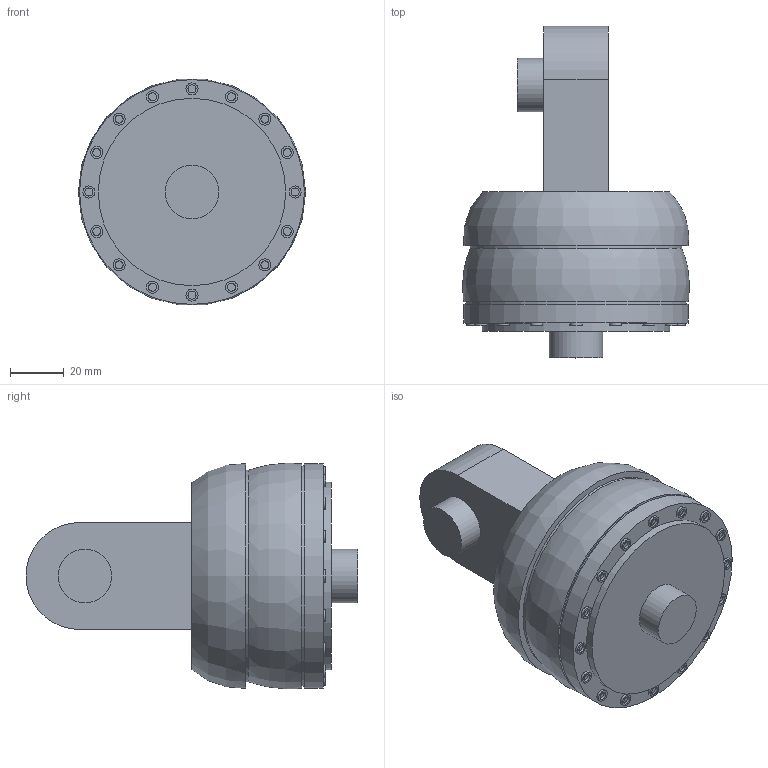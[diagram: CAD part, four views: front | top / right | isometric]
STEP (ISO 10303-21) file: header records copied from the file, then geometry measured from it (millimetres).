
FILE_DESCRIPTION(/* description */ (''),/* implementation_level */ '2;1');
FILE_NAME(/* name */ '5f02fc60ca10411899473ad3',/* time_stamp */ '2020-07-06T10:26:41+00:00',/* author */ (''),/* organization */ (''),/* preprocessor_version */ 'ST-DEVELOPER v16.7',/* originating_system */ $,/* authorisation */ $);
FILE_SCHEMA (('AUTOMOTIVE_DESIGN {1 0 10303 214 3 1 1}'));
Length unit declared in the file: metre
Products named in the file (1): Jaw 5
Bounding box: 84.84 x 124 x 84.22 mm (x, y, z)
Volume: 333383.2 mm3; surface area: 33092.8 mm2
Topology: 1 solids, 1 shells, 85 faces, 131 edges, 87 vertices
Faces by surface type: plane 44, cylinder 39, torus 2
Full cylindrical faces by diameter (mm): 3 x16, 4.5 x16, 20 x2, 70 x1, 79 x1, 82.5 x1, 84 x1
Entity records: 1768 total; most frequent: DIRECTION 344, CARTESIAN_POINT 264, ORIENTED_EDGE 182, AXIS2_PLACEMENT_3D 167, EDGE_LOOP 164, FACE_BOUND 164, EDGE_CURVE 91, VERTEX_POINT 87
